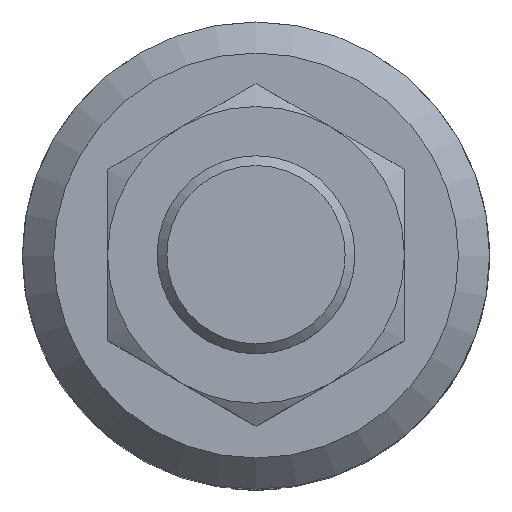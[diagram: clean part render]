
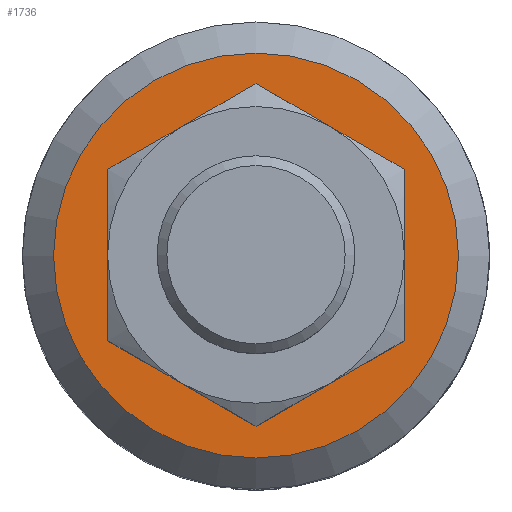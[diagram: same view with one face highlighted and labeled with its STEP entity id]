
A CAD part, top view. The second image highlights one B-rep face of the part: STEP entity #1736.
In plain terms, the highlighted planar face has unit normal (0, 0, 1).
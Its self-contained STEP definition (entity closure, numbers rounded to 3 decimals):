
#182=CIRCLE('',#1939,13.5);
#183=CIRCLE('',#1940,19.5);
#307=ORIENTED_EDGE('',*,*,#777,.T.);
#308=ORIENTED_EDGE('',*,*,#778,.F.);
#777=EDGE_CURVE('',#1010,#1010,#182,.T.);
#778=EDGE_CURVE('',#1011,#1011,#183,.T.);
#1010=VERTEX_POINT('',#2784);
#1011=VERTEX_POINT('',#2786);
#1335=EDGE_LOOP('',(#307));
#1336=EDGE_LOOP('',(#308));
#1511=FACE_BOUND('',#1335,.T.);
#1512=FACE_BOUND('',#1336,.T.);
#1682=PLANE('',#1938);
#1736=ADVANCED_FACE('',(#1511,#1512),#1682,.T.);
#1938=AXIS2_PLACEMENT_3D('',#2782,#2199,#2200);
#1939=AXIS2_PLACEMENT_3D('',#2783,#2201,#2202);
#1940=AXIS2_PLACEMENT_3D('',#2785,#2203,#2204);
#2199=DIRECTION('',(0.,0.,1.));
#2200=DIRECTION('',(1.,0.,0.));
#2201=DIRECTION('',(0.,0.,-1.));
#2202=DIRECTION('',(-1.,0.,0.));
#2203=DIRECTION('',(0.,0.,-1.));
#2204=DIRECTION('',(-1.,0.,0.));
#2782=CARTESIAN_POINT('',(0.,19.5,0.));
#2783=CARTESIAN_POINT('',(0.,0.,0.));
#2784=CARTESIAN_POINT('',(-13.5,0.,0.));
#2785=CARTESIAN_POINT('',(0.,0.,0.));
#2786=CARTESIAN_POINT('',(-19.5,0.,0.));
